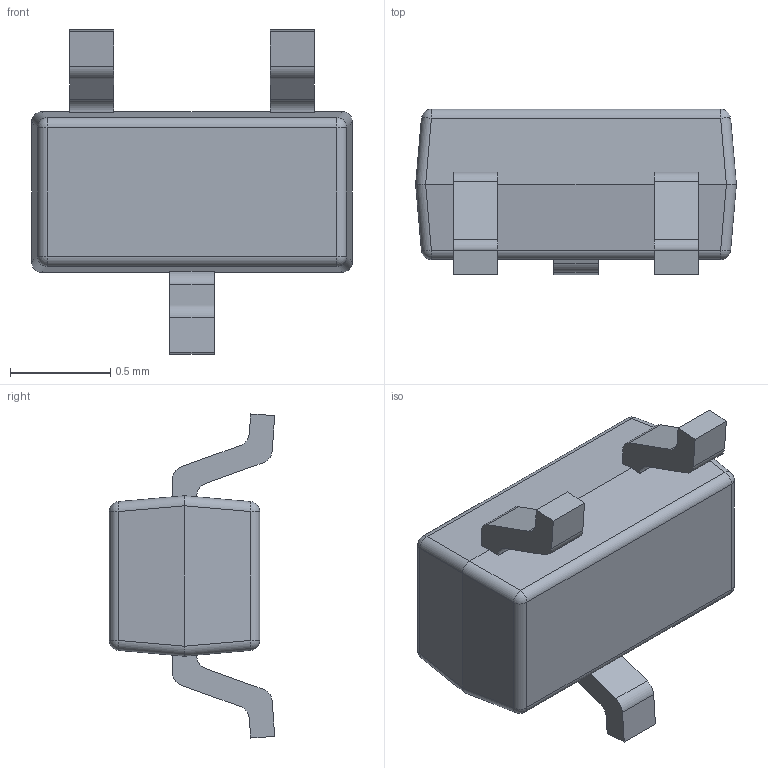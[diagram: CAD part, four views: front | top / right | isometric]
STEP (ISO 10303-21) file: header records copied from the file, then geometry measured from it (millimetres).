
FILE_DESCRIPTION (( 'STEP AP214' ), '1' );
FILE_NAME ('sot-523.STEP', '2016-01-03T20:35:44', ( '' ), ( '' ), 'SwSTEP 2.0', 'SolidWorks 2015', '' );
FILE_SCHEMA (( 'AUTOMOTIVE_DESIGN' ));
Length unit declared in the file: millimetre
Products named in the file (1): sot-523
Bounding box: 1.6 x 0.82 x 1.62 mm (x, y, z)
Volume: 0.9 mm3; surface area: 6.9 mm2
Topology: 1 solids, 1 shells, 73 faces, 189 edges, 110 vertices
Faces by surface type: plane 37, cylinder 28, sphere 8
Entity records: 2590 total; most frequent: CARTESIAN_POINT 377, DIRECTION 373, ORIENTED_EDGE 362, EDGE_CURVE 181, LINE 129, VECTOR 129, AXIS2_PLACEMENT_3D 122, VERTEX_POINT 110
